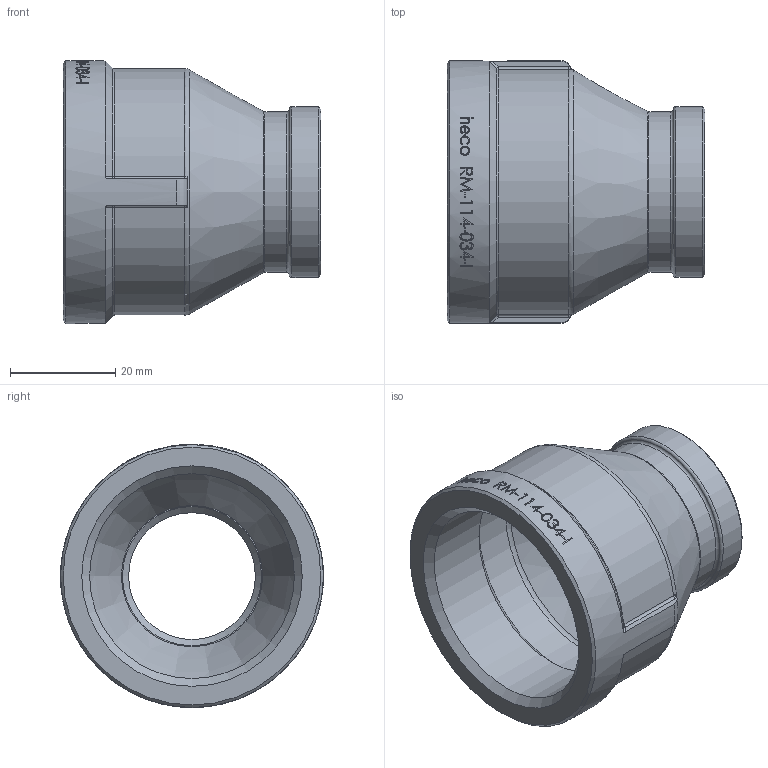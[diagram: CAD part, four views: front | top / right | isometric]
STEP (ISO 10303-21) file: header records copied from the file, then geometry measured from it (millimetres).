
FILE_DESCRIPTION (( 'STEP AP214' ), '1' );
FILE_NAME ('heco_RM-114-034-I Reduziermuffe 2305.STEP', '2023-05-10T08:51:48', ( '' ), ( '' ), 'SwSTEP 2.0', 'SolidWorks 2019', '' );
FILE_SCHEMA (( 'AUTOMOTIVE_DESIGN' ));
Length unit declared in the file: millimetre
Products named in the file (1): heco_RM-114-034-I Reduziermuffe 2305
Bounding box: 49 x 50 x 50.04 mm (x, y, z)
Volume: 20474.7 mm3; surface area: 13576.4 mm2
Topology: 1 solids, 1 shells, 231 faces, 588 edges, 383 vertices
Faces by surface type: bspline 91, plane 82, cylinder 34, torus 10, cone 10, sphere 4
Full cylindrical faces by diameter (mm): 24.117 x1, 30.5 x1, 32.5 x1, 38.952 x1, 42.6 x1, 50 x1
Entity records: 16923 total; most frequent: CARTESIAN_POINT 10294, ORIENTED_EDGE 1122, DIRECTION 663, EDGE_CURVE 561, VERTEX_POINT 376, B_SPLINE_CURVE_WITH_KNOTS 306, EDGE_LOOP 275, AXIS2_PLACEMENT_3D 268
